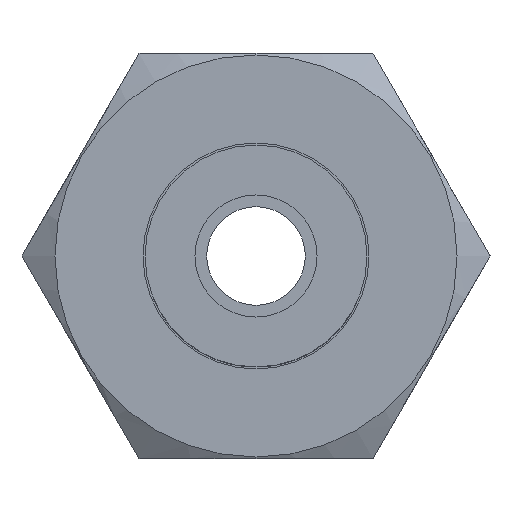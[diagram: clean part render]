
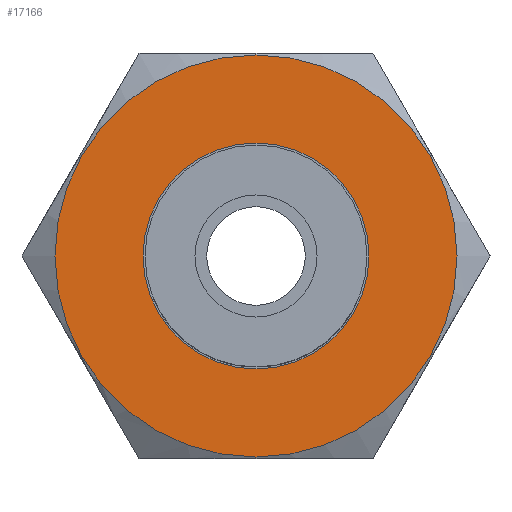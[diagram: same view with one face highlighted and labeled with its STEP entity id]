
A CAD part, left-side view. The second image highlights one B-rep face of the part: STEP entity #17166.
In plain terms, the highlighted planar face has unit normal (-1, 0, 0).
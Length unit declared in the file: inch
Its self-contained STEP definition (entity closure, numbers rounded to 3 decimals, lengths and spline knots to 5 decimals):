
#1155 = DIRECTION ( 'NONE',  ( 0., 0., -1. ) ) ;
#1482 = ORIENTED_EDGE ( 'NONE', *, *, #34561, .F. ) ;
#1497 = FACE_BOUND ( 'NONE', #9730, .T. ) ;
#2708 = DIRECTION ( 'NONE',  ( 0., 0., -1. ) ) ;
#3035 = CARTESIAN_POINT ( 'NONE',  ( -1.13, 0., 0. ) ) ;
#4392 = DIRECTION ( 'NONE',  ( -1., 0., 0. ) ) ;
#4505 = DIRECTION ( 'NONE',  ( 0., 0., 1. ) ) ;
#4697 = CARTESIAN_POINT ( 'NONE',  ( -1.13, 0., 0.62 ) ) ;
#5663 = VERTEX_POINT ( 'NONE', #18422 ) ;
#5821 = DIRECTION ( 'NONE',  ( 1., 0., 0. ) ) ;
#5868 = AXIS2_PLACEMENT_3D ( 'NONE', #3035, #26689, #2708 ) ;
#7442 = DIRECTION ( 'NONE',  ( 1., 0., 0. ) ) ;
#7676 = ORIENTED_EDGE ( 'NONE', *, *, #25294, .T. ) ;
#8246 = CIRCLE ( 'NONE', #31589, 0.62 ) ;
#8505 = EDGE_LOOP ( 'NONE', ( #1482, #32731 ) ) ;
#8979 = FACE_OUTER_BOUND ( 'NONE', #8505, .T. ) ;
#9603 = AXIS2_PLACEMENT_3D ( 'NONE', #32316, #5821, #24509 ) ;
#9730 = EDGE_LOOP ( 'NONE', ( #32530, #7676 ) ) ;
#9798 = CIRCLE ( 'NONE', #9603, 0.3485 ) ;
#15192 = DIRECTION ( 'NONE',  ( 0., 0., -1. ) ) ;
#15413 = CARTESIAN_POINT ( 'NONE',  ( -1.13, 0., 0. ) ) ;
#15731 = EDGE_CURVE ( 'NONE', #32954, #5663, #28668, .T. ) ;
#16332 = AXIS2_PLACEMENT_3D ( 'NONE', #30371, #27452, #1155 ) ;
#17166 = ADVANCED_FACE ( 'NONE', ( #1497, #8979 ), #20477, .T. ) ;
#17475 = CARTESIAN_POINT ( 'NONE',  ( -1.13, 0., -0.3485 ) ) ;
#18422 = CARTESIAN_POINT ( 'NONE',  ( -1.13, 0., -0.62 ) ) ;
#20477 = PLANE ( 'NONE',  #30906 ) ;
#21348 = EDGE_CURVE ( 'NONE', #24870, #31468, #9798, .T. ) ;
#21625 = CIRCLE ( 'NONE', #16332, 0.3485 ) ;
#24509 = DIRECTION ( 'NONE',  ( 0., 0., -1. ) ) ;
#24870 = VERTEX_POINT ( 'NONE', #17475 ) ;
#25294 = EDGE_CURVE ( 'NONE', #31468, #24870, #21625, .T. ) ;
#25629 = CARTESIAN_POINT ( 'NONE',  ( -1.13, 0.3485, 0. ) ) ;
#26689 = DIRECTION ( 'NONE',  ( 1., 0., 0. ) ) ;
#27452 = DIRECTION ( 'NONE',  ( 1., 0., 0. ) ) ;
#28524 = CARTESIAN_POINT ( 'NONE',  ( -1.13, 0., 0.3485 ) ) ;
#28668 = CIRCLE ( 'NONE', #5868, 0.62 ) ;
#30371 = CARTESIAN_POINT ( 'NONE',  ( -1.13, 0., 0. ) ) ;
#30906 = AXIS2_PLACEMENT_3D ( 'NONE', #25629, #4392, #4505 ) ;
#31468 = VERTEX_POINT ( 'NONE', #28524 ) ;
#31589 = AXIS2_PLACEMENT_3D ( 'NONE', #15413, #7442, #15192 ) ;
#32316 = CARTESIAN_POINT ( 'NONE',  ( -1.13, 0., 0. ) ) ;
#32530 = ORIENTED_EDGE ( 'NONE', *, *, #21348, .T. ) ;
#32731 = ORIENTED_EDGE ( 'NONE', *, *, #15731, .F. ) ;
#32954 = VERTEX_POINT ( 'NONE', #4697 ) ;
#34561 = EDGE_CURVE ( 'NONE', #5663, #32954, #8246, .T. ) ;
